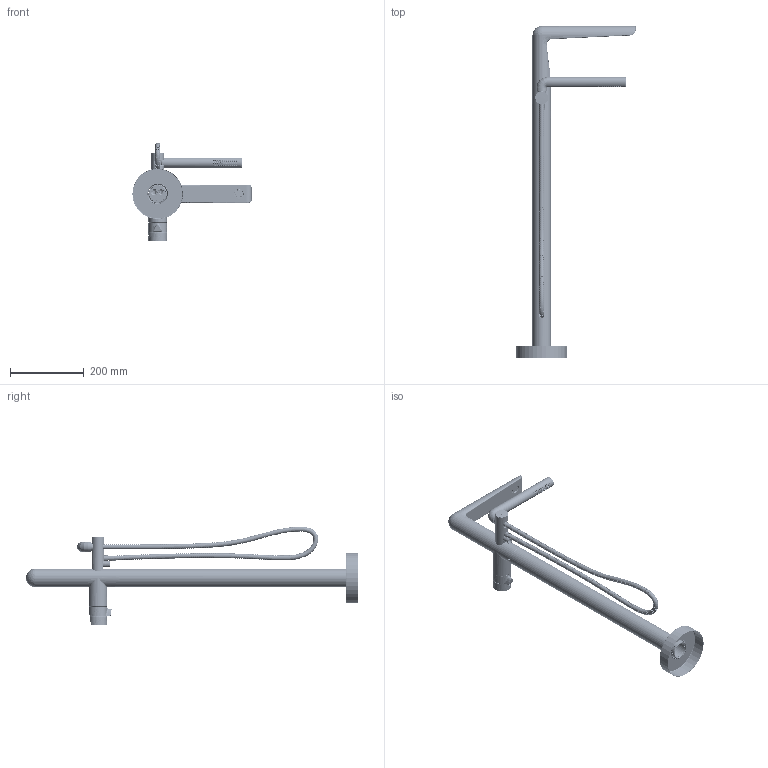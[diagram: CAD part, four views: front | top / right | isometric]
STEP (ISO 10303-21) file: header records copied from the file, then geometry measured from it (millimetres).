
FILE_DESCRIPTION(/* description */ (''),/* implementation_level */ '2;1');
FILE_NAME(/* name */ 'PB39-EM 3D.stp',/* time_stamp */ '2021-03-10T16:22:26-05:00',/* author */ ('fbrousse'),/* organization */ (''),/* preprocessor_version */ 'ST-DEVELOPER v17',/* originating_system */ 'Autodesk Inventor 2018',/* authorisation */ '');
FILE_SCHEMA (('CONFIG_CONTROL_DESIGN'));
Products named in the file (25): TPB39-EM; 9039; 010-339; 010-339-2; 010-339-1; 4920; 032-339; 306-265; 5515; 055-339; 6676; 3940; 019-139; 019-413; 1649; 001-061; 002-177; 2689; 019-443; 7037; Hose-ZO37; 7037-1; 7037-6; 302-020; 4361-EM
Assembly tree (24 placements, depth 5):
  TPB39-EM
    9039
      010-339
        010-339-2
        010-339-1
      4920
        032-339
        306-265
        5515
          055-339
      6676
      3940
        019-139
        019-413
      1649
        001-061
        002-177
    2689
      019-443
    7037
      Hose-ZO37
      7037-1
      7037-6
      302-020
    4361-EM
Bounding box: 323 x 899.81 x 267.74 mm (x, y, z)
Volume: 807929.8 mm3; surface area: 645912.4 mm2
Topology: 20 solids, 21 shells, 6089 faces, 15867 edges, 10388 vertices
Faces by surface type: plane 1948, cylinder 1939, bspline 1466, cone 335, torus 280, sphere 121
Full cylindrical faces by diameter (mm): 2.5 x1, 3.2 x1, 3.242 x3, 4.134 x19, 4.199 x1, 4.2 x1, 4.3 x2, 4.93 x1, 5 x2, 5.5 x2, 6 x2, 6.5 x1, 6.7 x1, 6.8 x1, 7 x2, 7.2 x1, 7.3 x2, 7.5 x2, 7.675 x1, 8 x2, 8.1 x2, 8.3 x1, 8.89 x222, 9 x3, 10 x7, 10.2 x1, 11 x2, 12 x1, 12.065 x222, 12.6 x1
Entity records: 382705 total; most frequent: CARTESIAN_POINT 234053, ORIENTED_EDGE 31640, DIRECTION 29336, EDGE_CURVE 15820, AXIS2_PLACEMENT_3D 12420, VERTEX_POINT 10389, EDGE_LOOP 7035, CIRCLE 6151
